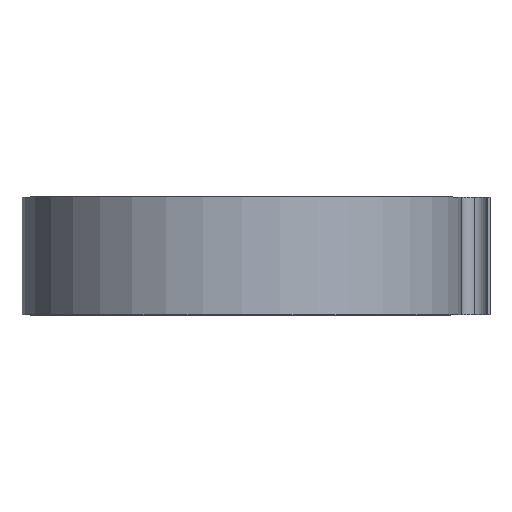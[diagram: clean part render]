
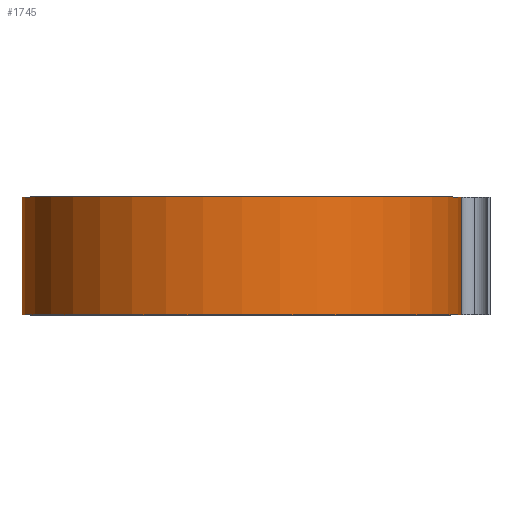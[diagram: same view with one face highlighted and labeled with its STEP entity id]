
A CAD part, top view. The second image highlights one B-rep face of the part: STEP entity #1745.
In plain terms, the highlighted cylindrical face has radius 41 mm (diameter 82 mm), a partial arc.
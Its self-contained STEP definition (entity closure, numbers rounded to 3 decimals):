
#3 = CARTESIAN_POINT ( 'NONE',  ( -41., 0., 0. ) ) ;
#11 = DIRECTION ( 'NONE',  ( 1., 0., 0. ) ) ;
#120 = AXIS2_PLACEMENT_3D ( 'NONE', #2763, #837, #11 ) ;
#452 = AXIS2_PLACEMENT_3D ( 'NONE', #4088, #3174, #4385 ) ;
#480 = CIRCLE ( 'NONE', #1149, 41. ) ;
#837 = DIRECTION ( 'NONE',  ( 0., 1., 0. ) ) ;
#924 = CARTESIAN_POINT ( 'NONE',  ( 0., 0., 0. ) ) ;
#994 = VERTEX_POINT ( 'NONE', #2079 ) ;
#1101 = EDGE_CURVE ( 'NONE', #1327, #994, #1434, .T. ) ;
#1149 = AXIS2_PLACEMENT_3D ( 'NONE', #924, #4491, #4064 ) ;
#1165 = CARTESIAN_POINT ( 'NONE',  ( -41., 22., 0. ) ) ;
#1212 = VECTOR ( 'NONE', #2179, 1000. ) ;
#1306 = CIRCLE ( 'NONE', #120, 41. ) ;
#1327 = VERTEX_POINT ( 'NONE', #5142 ) ;
#1384 = ORIENTED_EDGE ( 'NONE', *, *, #1101, .F. ) ;
#1434 = LINE ( 'NONE', #2656, #1212 ) ;
#1474 = ORIENTED_EDGE ( 'NONE', *, *, #2447, .F. ) ;
#1489 = EDGE_LOOP ( 'NONE', ( #2759, #1384, #1474, #5017 ) ) ;
#1634 = CYLINDRICAL_SURFACE ( 'NONE', #452, 41. ) ;
#1745 = ADVANCED_FACE ( 'NONE', ( #5216 ), #1634, .T. ) ;
#2079 = CARTESIAN_POINT ( 'NONE',  ( 41., 0., 0. ) ) ;
#2179 = DIRECTION ( 'NONE',  ( 0., -1., 0. ) ) ;
#2447 = EDGE_CURVE ( 'NONE', #4607, #1327, #1306, .T. ) ;
#2656 = CARTESIAN_POINT ( 'NONE',  ( 41., 22., 0. ) ) ;
#2759 = ORIENTED_EDGE ( 'NONE', *, *, #3079, .T. ) ;
#2763 = CARTESIAN_POINT ( 'NONE',  ( 0., 22., 0. ) ) ;
#2973 = EDGE_CURVE ( 'NONE', #4607, #4231, #3179, .T. ) ;
#3003 = VECTOR ( 'NONE', #4838, 1000. ) ;
#3079 = EDGE_CURVE ( 'NONE', #4231, #994, #480, .T. ) ;
#3174 = DIRECTION ( 'NONE',  ( 0., -1., 0. ) ) ;
#3179 = LINE ( 'NONE', #1165, #3003 ) ;
#4064 = DIRECTION ( 'NONE',  ( 1., 0., 0. ) ) ;
#4088 = CARTESIAN_POINT ( 'NONE',  ( 0., 22., 0. ) ) ;
#4231 = VERTEX_POINT ( 'NONE', #3 ) ;
#4252 = CARTESIAN_POINT ( 'NONE',  ( -41., 22., 0. ) ) ;
#4385 = DIRECTION ( 'NONE',  ( 0., 0., -1. ) ) ;
#4491 = DIRECTION ( 'NONE',  ( 0., 1., 0. ) ) ;
#4607 = VERTEX_POINT ( 'NONE', #4252 ) ;
#4838 = DIRECTION ( 'NONE',  ( 0., -1., 0. ) ) ;
#5017 = ORIENTED_EDGE ( 'NONE', *, *, #2973, .T. ) ;
#5142 = CARTESIAN_POINT ( 'NONE',  ( 41., 22., 0. ) ) ;
#5216 = FACE_OUTER_BOUND ( 'NONE', #1489, .T. ) ;
